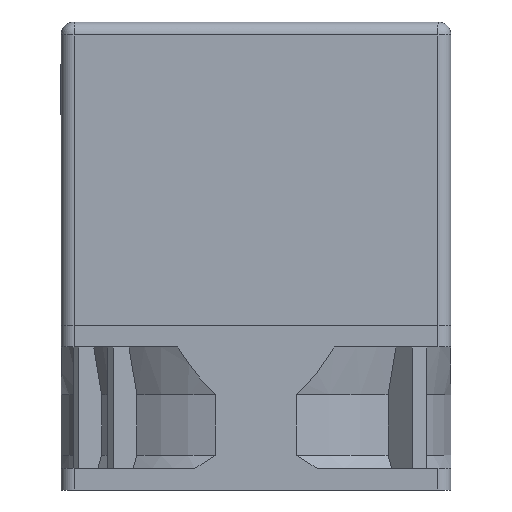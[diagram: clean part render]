
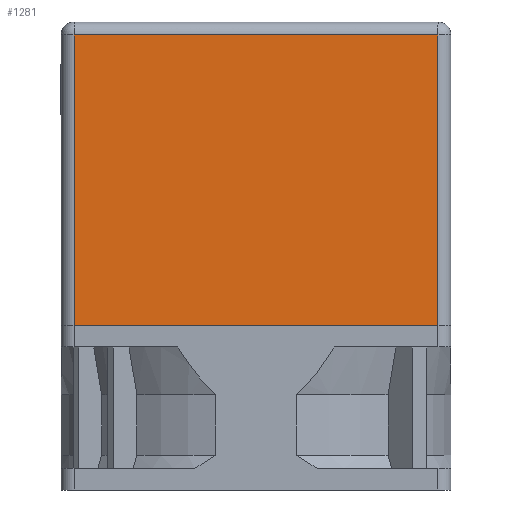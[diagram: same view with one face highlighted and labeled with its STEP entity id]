
A CAD part, front view. The second image highlights one B-rep face of the part: STEP entity #1281.
In plain terms, the highlighted planar face has unit normal (0, -1, 0).
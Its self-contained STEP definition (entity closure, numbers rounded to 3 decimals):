
#12 = DIRECTION ( 'NONE',  ( 0., 0., 1. ) ) ;
#79 = CARTESIAN_POINT ( 'NONE',  ( 42., -45., 70. ) ) ;
#89 = CARTESIAN_POINT ( 'NONE',  ( -42., -45., 70. ) ) ;
#321 = CARTESIAN_POINT ( 'NONE',  ( -42., -45., 0. ) ) ;
#401 = EDGE_LOOP ( 'NONE', ( #1063, #5136, #6840, #7630 ) ) ;
#427 = EDGE_CURVE ( 'NONE', #7049, #6876, #2732, .T. ) ;
#516 = DIRECTION ( 'NONE',  ( 1., 0., 0. ) ) ;
#648 = CARTESIAN_POINT ( 'NONE',  ( -42., -45., 67. ) ) ;
#713 = DIRECTION ( 'NONE',  ( 0., 1., 0. ) ) ;
#1063 = ORIENTED_EDGE ( 'NONE', *, *, #427, .F. ) ;
#1281 = ADVANCED_FACE ( 'NONE', ( #7822 ), #6595, .F. ) ;
#1389 = CARTESIAN_POINT ( 'NONE',  ( -42., -45., 70. ) ) ;
#2545 = EDGE_CURVE ( 'NONE', #7049, #3841, #6513, .T. ) ;
#2732 = LINE ( 'NONE', #79, #7134 ) ;
#2773 = CARTESIAN_POINT ( 'NONE',  ( -42., -45., 67. ) ) ;
#2926 = VECTOR ( 'NONE', #6228, 1000. ) ;
#3376 = EDGE_CURVE ( 'NONE', #3841, #6442, #4601, .T. ) ;
#3445 = CARTESIAN_POINT ( 'NONE',  ( -42., -45., 0. ) ) ;
#3552 = CARTESIAN_POINT ( 'NONE',  ( 42., -45., 67. ) ) ;
#3841 = VERTEX_POINT ( 'NONE', #648 ) ;
#4115 = DIRECTION ( 'NONE',  ( 0., 0., -1. ) ) ;
#4601 = LINE ( 'NONE', #1389, #2926 ) ;
#4610 = DIRECTION ( 'NONE',  ( -1., 0., 0. ) ) ;
#5136 = ORIENTED_EDGE ( 'NONE', *, *, #2545, .T. ) ;
#5913 = CARTESIAN_POINT ( 'NONE',  ( 42., -45., 0. ) ) ;
#6009 = VECTOR ( 'NONE', #4610, 1000. ) ;
#6035 = VECTOR ( 'NONE', #516, 1000. ) ;
#6228 = DIRECTION ( 'NONE',  ( 0., 0., -1. ) ) ;
#6268 = AXIS2_PLACEMENT_3D ( 'NONE', #89, #713, #12 ) ;
#6442 = VERTEX_POINT ( 'NONE', #321 ) ;
#6513 = LINE ( 'NONE', #2773, #6009 ) ;
#6595 = PLANE ( 'NONE',  #6268 ) ;
#6712 = EDGE_CURVE ( 'NONE', #6442, #6876, #7142, .T. ) ;
#6840 = ORIENTED_EDGE ( 'NONE', *, *, #3376, .T. ) ;
#6876 = VERTEX_POINT ( 'NONE', #5913 ) ;
#7049 = VERTEX_POINT ( 'NONE', #3552 ) ;
#7134 = VECTOR ( 'NONE', #4115, 1000. ) ;
#7142 = LINE ( 'NONE', #3445, #6035 ) ;
#7630 = ORIENTED_EDGE ( 'NONE', *, *, #6712, .T. ) ;
#7822 = FACE_OUTER_BOUND ( 'NONE', #401, .T. ) ;
